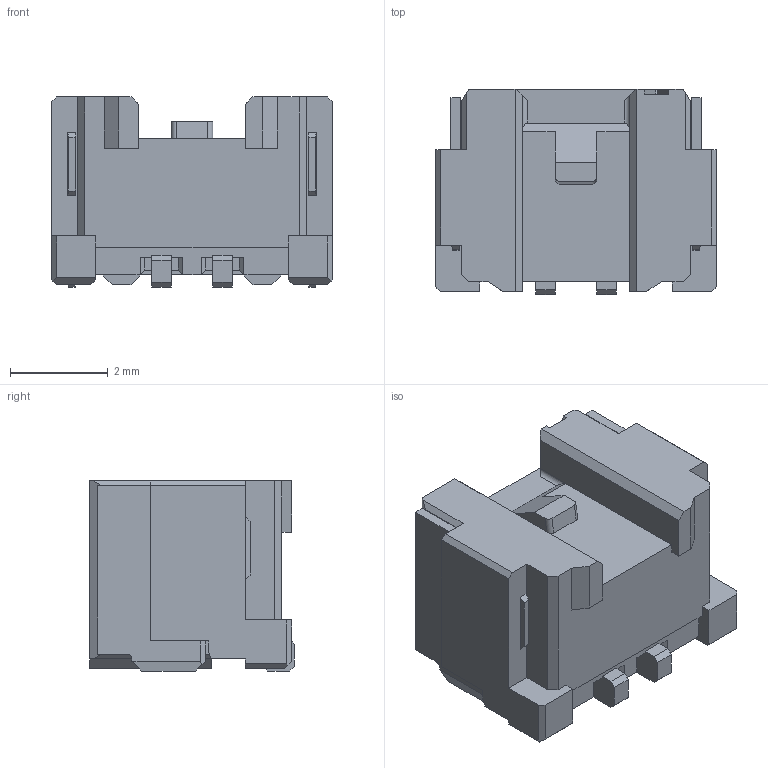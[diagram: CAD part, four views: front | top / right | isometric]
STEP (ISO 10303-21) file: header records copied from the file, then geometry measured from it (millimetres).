
FILE_DESCRIPTION((''),'2;1');
FILE_NAME('5055670281','2020-05-28T',('gga'),(''),'PRO/ENGINEER BY PARAMETRIC TECHNOLOGY CORPORATION, 2016010','PRO/ENGINEER BY PARAMETRIC TECHNOLOGY CORPORATION, 2016010','');
FILE_SCHEMA(('CONFIG_CONTROL_DESIGN'));
Length unit declared in the file: millimetre
Products named in the file (1): 5055670281
Bounding box: 5.75 x 4.2 x 3.9 mm (x, y, z)
Volume: 51.3 mm3; surface area: 187.6 mm2
Topology: 1 solids, 1 shells, 221 faces, 662 edges, 445 vertices
Faces by surface type: plane 198, cylinder 19, cone 4
Entity records: 7395 total; most frequent: CARTESIAN_POINT 1393, ORIENTED_EDGE 1292, DIRECTION 1126, EDGE_CURVE 646, VECTOR 618, LINE 618, VERTEX_POINT 429, AXIS2_PLACEMENT_3D 254
